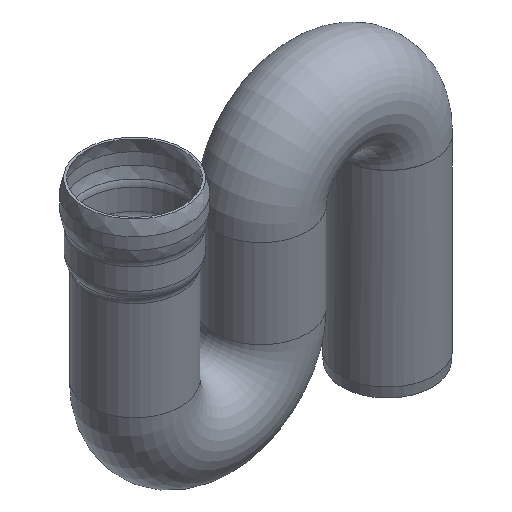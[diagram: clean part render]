
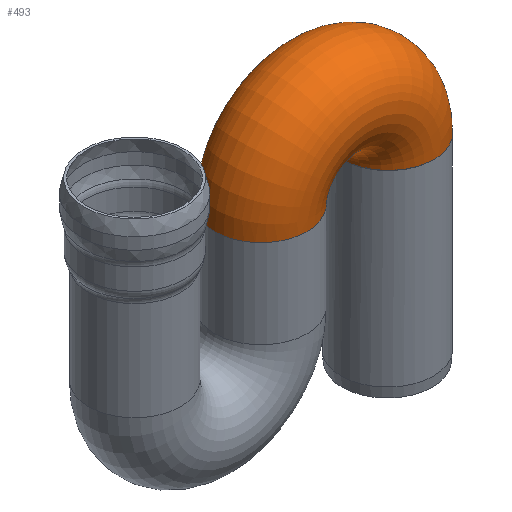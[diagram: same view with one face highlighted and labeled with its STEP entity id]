
A CAD part, isometric view. The second image highlights one B-rep face of the part: STEP entity #493.
In plain terms, the highlighted toroidal (fillet/blend) face has major radius 500 mm and minor radius 365 mm.
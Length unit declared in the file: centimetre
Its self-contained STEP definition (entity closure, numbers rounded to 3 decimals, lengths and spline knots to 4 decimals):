
#20=B_SPLINE_CURVE_WITH_KNOTS('',3,(#1030,#1031,#1032,#1033,#1034,#1035,
#1036,#1037,#1038,#1039,#1040,#1041),.UNSPECIFIED.,.F.,.F.,(4,2,2,2,2,4),
(57.1595,71.4159,85.6628,99.8937,114.3191,
114.6746),.UNSPECIFIED.);
#21=B_SPLINE_CURVE_WITH_KNOTS('',3,(#1042,#1043,#1044,#1045,#1046,#1047,
#1048,#1049,#1050,#1051,#1052,#1053),.UNSPECIFIED.,.F.,.F.,(4,2,2,2,2,4),
(-0.3555,0.,14.4254,28.6562,42.9032,
57.1595),.UNSPECIFIED.);
#37=TOROIDAL_SURFACE('',#575,50.,36.5);
#98=FACE_OUTER_BOUND('',#129,.T.);
#129=EDGE_LOOP('',(#436,#437,#438,#439,#440,#441,#442));
#185=CIRCLE('',#570,36.5);
#186=CIRCLE('',#573,36.5);
#187=CIRCLE('',#574,36.5);
#188=CIRCLE('',#576,13.5);
#231=VERTEX_POINT('',#1017);
#232=VERTEX_POINT('',#1021);
#233=VERTEX_POINT('',#1022);
#234=VERTEX_POINT('',#1024);
#235=VERTEX_POINT('',#1029);
#300=EDGE_CURVE('',#231,#231,#185,.T.);
#302=EDGE_CURVE('',#234,#232,#186,.T.);
#303=EDGE_CURVE('',#233,#234,#187,.T.);
#304=EDGE_CURVE('',#231,#234,#188,.T.);
#305=EDGE_CURVE('',#235,#232,#20,.T.);
#306=EDGE_CURVE('',#233,#235,#21,.T.);
#436=ORIENTED_EDGE('',*,*,#300,.F.);
#437=ORIENTED_EDGE('',*,*,#304,.T.);
#438=ORIENTED_EDGE('',*,*,#302,.T.);
#439=ORIENTED_EDGE('',*,*,#305,.F.);
#440=ORIENTED_EDGE('',*,*,#306,.F.);
#441=ORIENTED_EDGE('',*,*,#303,.T.);
#442=ORIENTED_EDGE('',*,*,#304,.F.);
#493=ADVANCED_FACE('',(#98),#37,.T.);
#570=AXIS2_PLACEMENT_3D('',#1019,#734,#735);
#573=AXIS2_PLACEMENT_3D('',#1025,#740,#741);
#574=AXIS2_PLACEMENT_3D('',#1026,#742,#743);
#575=AXIS2_PLACEMENT_3D('',#1027,#744,#745);
#576=AXIS2_PLACEMENT_3D('',#1028,#746,#747);
#734=DIRECTION('center_axis',(0.,0.,
-1.));
#735=DIRECTION('ref_axis',(-1.,0.,0.));
#740=DIRECTION('center_axis',(0.016,0.,1.));
#741=DIRECTION('ref_axis',(1.,0.,-0.016));
#742=DIRECTION('center_axis',(0.016,0.,1.));
#743=DIRECTION('ref_axis',(1.,0.,-0.016));
#744=DIRECTION('center_axis',(0.,-1.,0.));
#745=DIRECTION('ref_axis',(0.008,0.,1.));
#746=DIRECTION('center_axis',(0.,1.,0.));
#747=DIRECTION('ref_axis',(0.008,0.,1.));
#1017=CARTESIAN_POINT('',(-63.4936,0.,157.));
#1019=CARTESIAN_POINT('Origin',(-99.9936,0.,
157.));
#1021=CARTESIAN_POINT('',(0.,-36.5,156.2));
#1022=CARTESIAN_POINT('',(0.,36.5,156.2));
#1024=CARTESIAN_POINT('',(-36.4953,0.,156.784));
#1025=CARTESIAN_POINT('Origin',(0.,0.,
156.2));
#1026=CARTESIAN_POINT('Origin',(0.,0.,
156.2));
#1027=CARTESIAN_POINT('Origin',(-49.9936,0.,
157.));
#1028=CARTESIAN_POINT('Origin',(-49.9936,0.,
157.));
#1029=CARTESIAN_POINT('',(36.5,0.,155.9478));
#1030=CARTESIAN_POINT('Ctrl Pts',(36.5,0.,
155.9478));
#1031=CARTESIAN_POINT('Ctrl Pts',(36.5,-4.7521,155.9478));
#1032=CARTESIAN_POINT('Ctrl Pts',(35.572,-9.4588,155.9534));
#1033=CARTESIAN_POINT('Ctrl Pts',(31.9654,-18.2487,155.9756));
#1034=CARTESIAN_POINT('Ctrl Pts',(29.3225,-22.2485,155.9921));
#1035=CARTESIAN_POINT('Ctrl Pts',(22.657,-29.0071,156.0354));
#1036=CARTESIAN_POINT('Ctrl Pts',(18.6995,-31.703,156.0617));
#1037=CARTESIAN_POINT('Ctrl Pts',(9.9154,-35.455,156.1237));
#1038=CARTESIAN_POINT('Ctrl Pts',(5.1636,-36.4514,156.1588));
#1039=CARTESIAN_POINT('Ctrl Pts',(0.237,-36.4994,156.1981));
#1040=CARTESIAN_POINT('Ctrl Pts',(0.1185,-36.5,156.1991));
#1041=CARTESIAN_POINT('Ctrl Pts',(0.,-36.5,156.2));
#1042=CARTESIAN_POINT('Ctrl Pts',(0.,36.5,156.2));
#1043=CARTESIAN_POINT('Ctrl Pts',(0.1185,36.5,156.1991));
#1044=CARTESIAN_POINT('Ctrl Pts',(0.237,36.4994,156.1981));
#1045=CARTESIAN_POINT('Ctrl Pts',(5.1636,36.4514,156.1588));
#1046=CARTESIAN_POINT('Ctrl Pts',(9.9154,35.455,156.1237));
#1047=CARTESIAN_POINT('Ctrl Pts',(18.6995,31.703,156.0617));
#1048=CARTESIAN_POINT('Ctrl Pts',(22.657,29.0071,156.0354));
#1049=CARTESIAN_POINT('Ctrl Pts',(29.3225,22.2485,155.9921));
#1050=CARTESIAN_POINT('Ctrl Pts',(31.9654,18.2487,155.9756));
#1051=CARTESIAN_POINT('Ctrl Pts',(35.572,9.4588,155.9534));
#1052=CARTESIAN_POINT('Ctrl Pts',(36.5,4.7521,155.9478));
#1053=CARTESIAN_POINT('Ctrl Pts',(36.5,0.,
155.9478));
